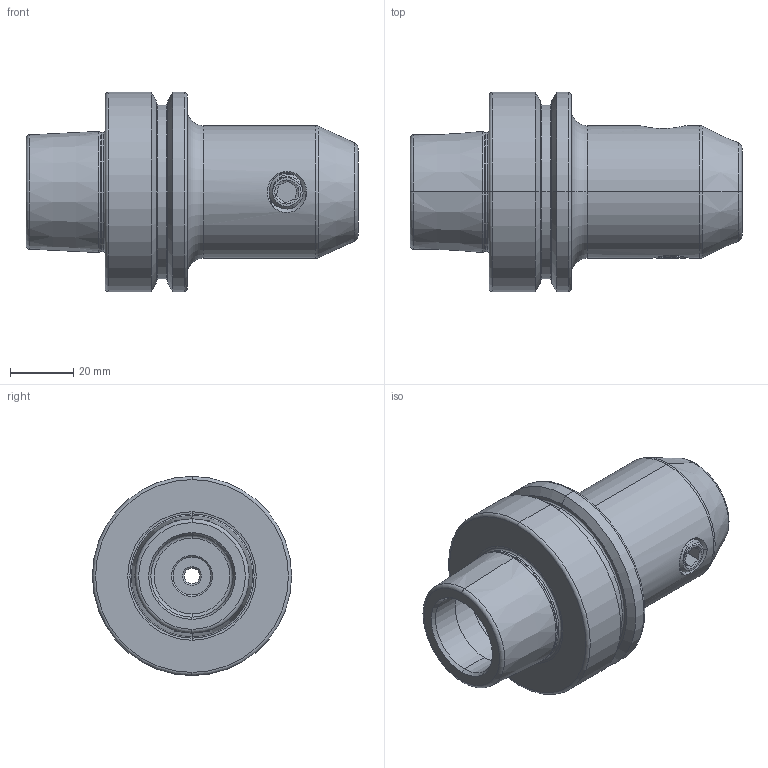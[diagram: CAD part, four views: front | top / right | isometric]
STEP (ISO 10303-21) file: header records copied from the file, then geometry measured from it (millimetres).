
FILE_DESCRIPTION (( 'STEP AP203' ), '1' );
FILE_NAME ('F63.04.12.STEP', '2017-12-26T00:49:21', ( '' ), ( '' ), 'SwSTEP 2.0', 'SolidWorks 2012', '' );
FILE_SCHEMA (( 'CONFIG_CONTROL_DESIGN' ));
Length unit declared in the file: millimetre
Products named in the file (3): F63.04.12; 側固12_M12x1.75_16L
Assembly tree (2 placements, depth 2):
  F63.04.12
    F63.04.12
    側固12_M12x1.75_16L
Bounding box: 105 x 63 x 63 mm (x, y, z)
Volume: 146100.8 mm3; surface area: 28530 mm2
Topology: 2 solids, 2 shells, 154 faces, 370 edges, 229 vertices
Faces by surface type: cylinder 60, cone 30, torus 28, plane 19, bspline 15, sphere 2
Entity records: 13645 total; most frequent: CARTESIAN_POINT 10054, ORIENTED_EDGE 736, DIRECTION 648, EDGE_CURVE 368, AXIS2_PLACEMENT_3D 276, VERTEX_POINT 229, EDGE_LOOP 169, ADVANCED_FACE 154
